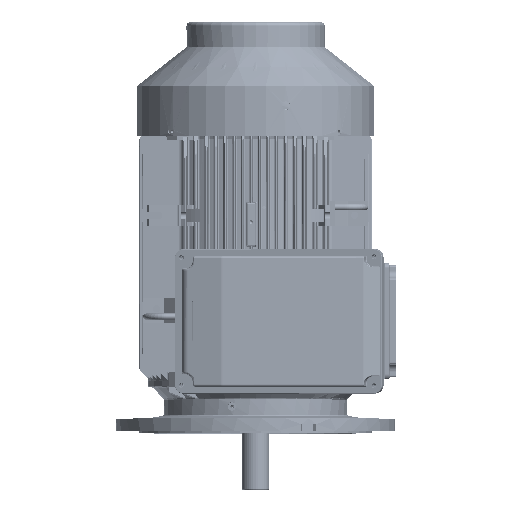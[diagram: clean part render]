
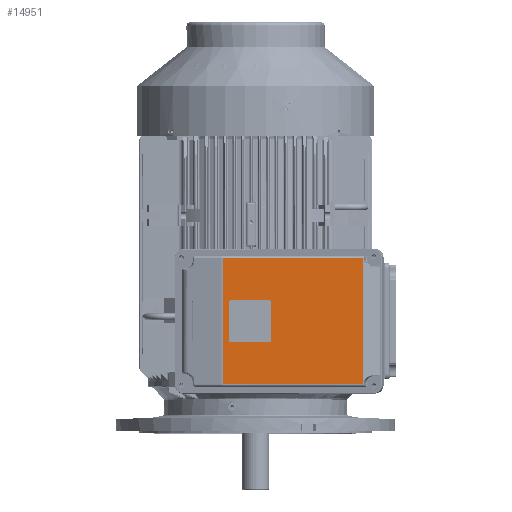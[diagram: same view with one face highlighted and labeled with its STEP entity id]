
A CAD part, top view. The second image highlights one B-rep face of the part: STEP entity #14951.
In plain terms, the highlighted planar face has unit normal (0.001, 0, 1).
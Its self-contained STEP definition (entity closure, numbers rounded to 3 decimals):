
#14951 = ADVANCED_FACE( '', ( #32891, #32892 ), #32893, .T. );
#32891 = FACE_OUTER_BOUND( '', #101594, .T. );
#32892 = FACE_BOUND( '', #101595, .T. );
#32893 = PLANE( '', #101596 );
#101594 = EDGE_LOOP( '', ( #177628, #177629, #177630, #177631 ) );
#101595 = EDGE_LOOP( '', ( #177632, #177633, #177634, #177635, #177636, #177637, #177638, #177639 ) );
#101596 = AXIS2_PLACEMENT_3D( '', #177640, #177641, #177642 );
#177628 = ORIENTED_EDGE( '', *, *, #215409, .T. );
#177629 = ORIENTED_EDGE( '', *, *, #211352, .T. );
#177630 = ORIENTED_EDGE( '', *, *, #218123, .T. );
#177631 = ORIENTED_EDGE( '', *, *, #216168, .T. );
#177632 = ORIENTED_EDGE( '', *, *, #211143, .F. );
#177633 = ORIENTED_EDGE( '', *, *, #223333, .T. );
#177634 = ORIENTED_EDGE( '', *, *, #223334, .F. );
#177635 = ORIENTED_EDGE( '', *, *, #209645, .T. );
#177636 = ORIENTED_EDGE( '', *, *, #217075, .F. );
#177637 = ORIENTED_EDGE( '', *, *, #223335, .T. );
#177638 = ORIENTED_EDGE( '', *, *, #219476, .F. );
#177639 = ORIENTED_EDGE( '', *, *, #212515, .T. );
#177640 = CARTESIAN_POINT( '', ( -80.012, -11., 525.754 ) );
#177641 = DIRECTION( '', ( 0.001, 0., 1. ) );
#177642 = DIRECTION( '', ( 0., 1., 0. ) );
#209645 = EDGE_CURVE( '', #238888, #238886, #238889, .T. );
#211143 = EDGE_CURVE( '', #241401, #241402, #241403, .T. );
#211352 = EDGE_CURVE( '', #241753, #241751, #241754, .T. );
#212515 = EDGE_CURVE( '', #243658, #241402, #243659, .T. );
#215409 = EDGE_CURVE( '', #230895, #241753, #248242, .T. );
#216168 = EDGE_CURVE( '', #241516, #230895, #249383, .T. );
#217075 = EDGE_CURVE( '', #250756, #238886, #250757, .T. );
#218123 = EDGE_CURVE( '', #241751, #241516, #252291, .T. );
#219476 = EDGE_CURVE( '', #243658, #254273, #254274, .T. );
#223333 = EDGE_CURVE( '', #241401, #259518, #259519, .T. );
#223334 = EDGE_CURVE( '', #238888, #259518, #259520, .T. );
#223335 = EDGE_CURVE( '', #250756, #254273, #259521, .T. );
#230895 = VERTEX_POINT( '', #270092 );
#238886 = VERTEX_POINT( '', #295858 );
#238888 = VERTEX_POINT( '', #295861 );
#238889 = CIRCLE( '', #295862, 5. );
#241401 = VERTEX_POINT( '', #302827 );
#241402 = VERTEX_POINT( '', #302828 );
#241403 = LINE( '', #302829, #302830 );
#241516 = VERTEX_POINT( '', #303598 );
#241751 = VERTEX_POINT( '', #304123 );
#241753 = VERTEX_POINT( '', #304125 );
#241754 = LINE( '', #304126, #304127 );
#243658 = VERTEX_POINT( '', #310020 );
#243659 = CIRCLE( '', #310021, 5. );
#248242 = LINE( '', #323538, #323539 );
#249383 = LINE( '', #327742, #327743 );
#250756 = VERTEX_POINT( '', #331596 );
#250757 = LINE( '', #331597, #331598 );
#252291 = LINE( '', #336401, #336402 );
#254273 = VERTEX_POINT( '', #343231 );
#254274 = LINE( '', #343232, #343233 );
#259518 = VERTEX_POINT( '', #358597 );
#259519 = CIRCLE( '', #358598, 5. );
#259520 = LINE( '', #358599, #358600 );
#259521 = CIRCLE( '', #358601, 5. );
#270092 = CARTESIAN_POINT( '', ( -77.374, -6., 525.753 ) );
#295858 = CARTESIAN_POINT( '', ( -63.015, 98., 525.745 ) );
#295861 = CARTESIAN_POINT( '', ( -58.015, 93., 525.742 ) );
#295862 = AXIS2_PLACEMENT_3D( '', #384354, #384355, #384356 );
#302827 = CARTESIAN_POINT( '', ( 36.985, 98., 525.692 ) );
#302828 = CARTESIAN_POINT( '', ( 36.985, 188., 525.692 ) );
#302829 = CARTESIAN_POINT( '', ( 36.985, 93., 525.692 ) );
#302830 = VECTOR( '', #386039, 1000. );
#303598 = CARTESIAN_POINT( '', ( -77.374, 292., 525.753 ) );
#304123 = CARTESIAN_POINT( '', ( 255.15, 292., 525.576 ) );
#304125 = CARTESIAN_POINT( '', ( 255.15, -6., 525.576 ) );
#304126 = CARTESIAN_POINT( '', ( 255.15, 292., 525.576 ) );
#304127 = VECTOR( '', #386269, 1000. );
#310020 = CARTESIAN_POINT( '', ( 31.985, 193., 525.695 ) );
#310021 = AXIS2_PLACEMENT_3D( '', #387580, #387581, #387582 );
#323538 = CARTESIAN_POINT( '', ( 255.465, -6., 525.576 ) );
#323539 = VECTOR( '', #390739, 1000. );
#327742 = CARTESIAN_POINT( '', ( -77.374, -11., 525.753 ) );
#327743 = VECTOR( '', #391517, 1000. );
#331596 = CARTESIAN_POINT( '', ( -63.015, 188., 525.745 ) );
#331597 = CARTESIAN_POINT( '', ( -63.015, 193., 525.745 ) );
#331598 = VECTOR( '', #392460, 1000. );
#336401 = CARTESIAN_POINT( '', ( -80.012, 292., 525.754 ) );
#336402 = VECTOR( '', #393545, 1000. );
#343231 = CARTESIAN_POINT( '', ( -58.015, 193., 525.742 ) );
#343232 = CARTESIAN_POINT( '', ( 36.985, 193., 525.692 ) );
#343233 = VECTOR( '', #394942, 1000. );
#358597 = CARTESIAN_POINT( '', ( 31.985, 93., 525.695 ) );
#358598 = AXIS2_PLACEMENT_3D( '', #398780, #398781, #398782 );
#358599 = CARTESIAN_POINT( '', ( -63.015, 93., 525.745 ) );
#358600 = VECTOR( '', #398783, 1000. );
#358601 = AXIS2_PLACEMENT_3D( '', #398784, #398785, #398786 );
#384354 = CARTESIAN_POINT( '', ( -58.015, 98., 525.742 ) );
#384355 = DIRECTION( '', ( -0.001, 0., -1. ) );
#384356 = DIRECTION( '', ( -1., 0., 0.001 ) );
#386039 = DIRECTION( '', ( 0., 1., 0. ) );
#386269 = DIRECTION( '', ( 0., 1., 0. ) );
#387580 = CARTESIAN_POINT( '', ( 31.985, 188., 525.695 ) );
#387581 = DIRECTION( '', ( -0.001, 0., -1. ) );
#387582 = DIRECTION( '', ( -1., 0., 0.001 ) );
#390739 = DIRECTION( '', ( 1., 0., -0.001 ) );
#391517 = DIRECTION( '', ( 0., -1., 0. ) );
#392460 = DIRECTION( '', ( 0., -1., 0. ) );
#393545 = DIRECTION( '', ( -1., 0., 0.001 ) );
#394942 = DIRECTION( '', ( -1., 0., 0.001 ) );
#398780 = CARTESIAN_POINT( '', ( 31.985, 98., 525.695 ) );
#398781 = DIRECTION( '', ( -0.001, 0., -1. ) );
#398782 = DIRECTION( '', ( -1., 0., 0.001 ) );
#398783 = DIRECTION( '', ( 1., 0., -0.001 ) );
#398784 = CARTESIAN_POINT( '', ( -58.015, 188., 525.742 ) );
#398785 = DIRECTION( '', ( -0.001, 0., -1. ) );
#398786 = DIRECTION( '', ( -1., 0., 0.001 ) );
